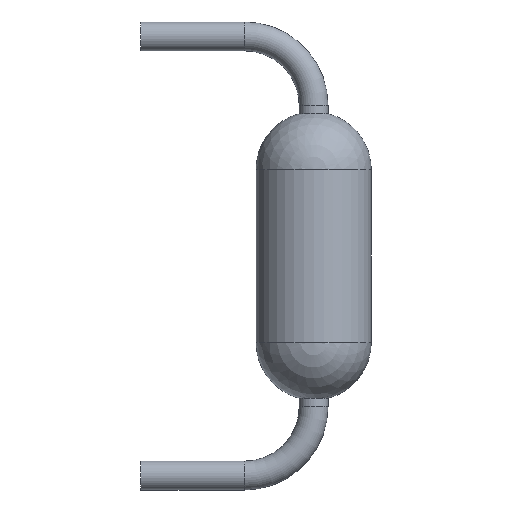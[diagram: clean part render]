
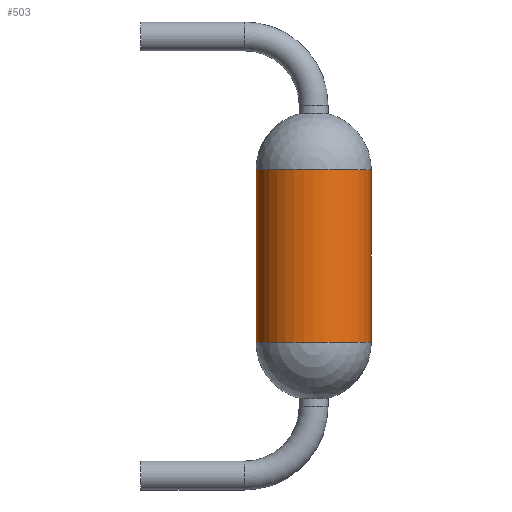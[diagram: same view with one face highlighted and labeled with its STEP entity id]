
A CAD part, front view. The second image highlights one B-rep face of the part: STEP entity #503.
In plain terms, the highlighted cylindrical face has radius 1 mm (diameter 2 mm), a partial arc.
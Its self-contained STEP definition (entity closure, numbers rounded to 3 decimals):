
#18 = CARTESIAN_POINT ( 'NONE',  ( -1., 0., 1.5 ) ) ;
#25 = CARTESIAN_POINT ( 'NONE',  ( 0., 0., -1.5 ) ) ;
#29 = CARTESIAN_POINT ( 'NONE',  ( 1., 0., -1.5 ) ) ;
#34 = VERTEX_POINT ( 'NONE', #569 ) ;
#57 = ORIENTED_EDGE ( 'NONE', *, *, #336, .F. ) ;
#147 = DIRECTION ( 'NONE',  ( 0., 0., 1. ) ) ;
#164 = DIRECTION ( 'NONE',  ( 0., 0., -1. ) ) ;
#175 = AXIS2_PLACEMENT_3D ( 'NONE', #25, #147, #721 ) ;
#205 = DIRECTION ( 'NONE',  ( 0., 0., 1. ) ) ;
#220 = CARTESIAN_POINT ( 'NONE',  ( -1., 0., 1.5 ) ) ;
#223 = EDGE_CURVE ( 'NONE', #281, #34, #706, .T. ) ;
#273 = AXIS2_PLACEMENT_3D ( 'NONE', #481, #598, #479 ) ;
#281 = VERTEX_POINT ( 'NONE', #220 ) ;
#293 = VECTOR ( 'NONE', #657, 1000. ) ;
#296 = CARTESIAN_POINT ( 'NONE',  ( 1., 0., 1.5 ) ) ;
#317 = VECTOR ( 'NONE', #164, 1000. ) ;
#328 = LINE ( 'NONE', #18, #293 ) ;
#330 = CARTESIAN_POINT ( 'NONE',  ( -1., 0., -1.5 ) ) ;
#336 = EDGE_CURVE ( 'NONE', #34, #749, #531, .T. ) ;
#342 = ORIENTED_EDGE ( 'NONE', *, *, #223, .F. ) ;
#388 = EDGE_CURVE ( 'NONE', #281, #449, #328, .T. ) ;
#393 = CARTESIAN_POINT ( 'NONE',  ( 0., 0., 1.5 ) ) ;
#405 = EDGE_CURVE ( 'NONE', #449, #749, #720, .T. ) ;
#408 = ORIENTED_EDGE ( 'NONE', *, *, #388, .T. ) ;
#419 = CYLINDRICAL_SURFACE ( 'NONE', #273, 1. ) ;
#440 = AXIS2_PLACEMENT_3D ( 'NONE', #393, #205, #674 ) ;
#449 = VERTEX_POINT ( 'NONE', #330 ) ;
#479 = DIRECTION ( 'NONE',  ( -1., 0., 0. ) ) ;
#481 = CARTESIAN_POINT ( 'NONE',  ( 0., 0., 1.5 ) ) ;
#503 = ADVANCED_FACE ( 'NONE', ( #601 ), #419, .T. ) ;
#531 = LINE ( 'NONE', #296, #317 ) ;
#569 = CARTESIAN_POINT ( 'NONE',  ( 1., 0., 1.5 ) ) ;
#593 = ORIENTED_EDGE ( 'NONE', *, *, #405, .T. ) ;
#598 = DIRECTION ( 'NONE',  ( 0., 0., -1. ) ) ;
#601 = FACE_OUTER_BOUND ( 'NONE', #611, .T. ) ;
#611 = EDGE_LOOP ( 'NONE', ( #57, #342, #408, #593 ) ) ;
#657 = DIRECTION ( 'NONE',  ( 0., 0., -1. ) ) ;
#674 = DIRECTION ( 'NONE',  ( 1., 0., 0. ) ) ;
#706 = CIRCLE ( 'NONE', #440, 1. ) ;
#720 = CIRCLE ( 'NONE', #175, 1. ) ;
#721 = DIRECTION ( 'NONE',  ( 1., 0., 0. ) ) ;
#749 = VERTEX_POINT ( 'NONE', #29 ) ;
